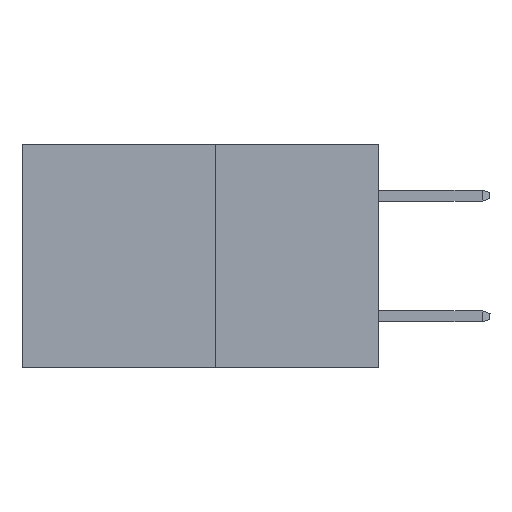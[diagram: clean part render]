
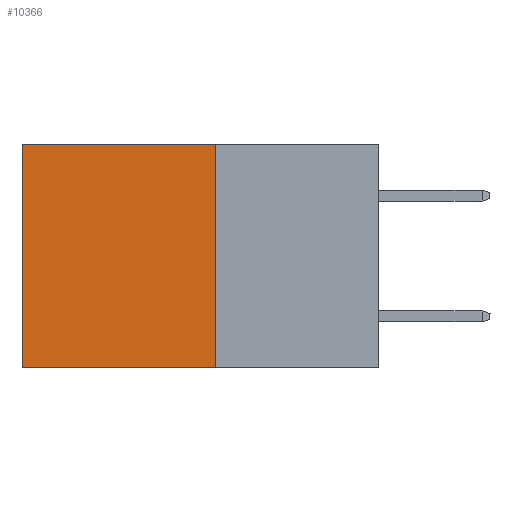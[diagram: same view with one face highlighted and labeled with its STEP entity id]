
A CAD part, left-side view. The second image highlights one B-rep face of the part: STEP entity #10366.
In plain terms, the highlighted planar face has unit normal (-1, 0, 0).
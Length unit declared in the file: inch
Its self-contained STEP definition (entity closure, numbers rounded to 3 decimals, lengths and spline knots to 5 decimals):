
#426 = CARTESIAN_POINT ( 'NONE',  ( 0.277, 0.27, -0.37 ) ) ;
#534 = EDGE_LOOP ( 'NONE', ( #9959, #4801, #10259, #12833 ) ) ;
#655 = CARTESIAN_POINT ( 'NONE',  ( 0.277, 0.27, -0.37 ) ) ;
#885 = LINE ( 'NONE', #426, #11230 ) ;
#1014 = VECTOR ( 'NONE', #7634, 39.37008 ) ;
#1082 = EDGE_CURVE ( 'NONE', #1317, #9098, #1340, .T. ) ;
#1317 = VERTEX_POINT ( 'NONE', #9082 ) ;
#1340 = LINE ( 'NONE', #7527, #1014 ) ;
#1686 = DIRECTION ( 'NONE',  ( 1., 0., 0. ) ) ;
#3400 = FACE_OUTER_BOUND ( 'NONE', #534, .T. ) ;
#4628 = AXIS2_PLACEMENT_3D ( 'NONE', #655, #1686, #8997 ) ;
#4783 = VECTOR ( 'NONE', #10396, 39.37008 ) ;
#4801 = ORIENTED_EDGE ( 'NONE', *, *, #5899, .F. ) ;
#5160 = LINE ( 'NONE', #10062, #6959 ) ;
#5329 = CARTESIAN_POINT ( 'NONE',  ( 0.277, 0.27, -0.37 ) ) ;
#5899 = EDGE_CURVE ( 'NONE', #13122, #9098, #5160, .T. ) ;
#6558 = VERTEX_POINT ( 'NONE', #10045 ) ;
#6939 = PLANE ( 'NONE',  #4628 ) ;
#6959 = VECTOR ( 'NONE', #10019, 39.37008 ) ;
#7527 = CARTESIAN_POINT ( 'NONE',  ( 0.277, 0.59, -0.37 ) ) ;
#7634 = DIRECTION ( 'NONE',  ( 0., 0., -1. ) ) ;
#7835 = EDGE_CURVE ( 'NONE', #6558, #1317, #12811, .T. ) ;
#8997 = DIRECTION ( 'NONE',  ( 0., 0., -1. ) ) ;
#9082 = CARTESIAN_POINT ( 'NONE',  ( 0.277, 0.59, 0. ) ) ;
#9098 = VERTEX_POINT ( 'NONE', #10414 ) ;
#9798 = DIRECTION ( 'NONE',  ( 0., 0., -1. ) ) ;
#9959 = ORIENTED_EDGE ( 'NONE', *, *, #1082, .T. ) ;
#10019 = DIRECTION ( 'NONE',  ( 0., 1., 0. ) ) ;
#10045 = CARTESIAN_POINT ( 'NONE',  ( 0.277, 0.27, 0. ) ) ;
#10062 = CARTESIAN_POINT ( 'NONE',  ( 0.277, 0.27, -0.37 ) ) ;
#10259 = ORIENTED_EDGE ( 'NONE', *, *, #12076, .F. ) ;
#10366 = ADVANCED_FACE ( 'NONE', ( #3400 ), #6939, .F. ) ;
#10396 = DIRECTION ( 'NONE',  ( 0., 1., 0. ) ) ;
#10414 = CARTESIAN_POINT ( 'NONE',  ( 0.277, 0.59, -0.37 ) ) ;
#11230 = VECTOR ( 'NONE', #9798, 39.37008 ) ;
#11400 = CARTESIAN_POINT ( 'NONE',  ( 0.277, 0.27, 0. ) ) ;
#12076 = EDGE_CURVE ( 'NONE', #6558, #13122, #885, .T. ) ;
#12811 = LINE ( 'NONE', #11400, #4783 ) ;
#12833 = ORIENTED_EDGE ( 'NONE', *, *, #7835, .T. ) ;
#13122 = VERTEX_POINT ( 'NONE', #5329 ) ;
